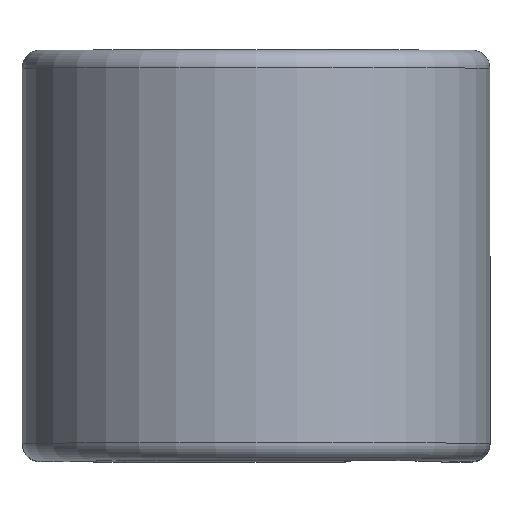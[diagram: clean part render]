
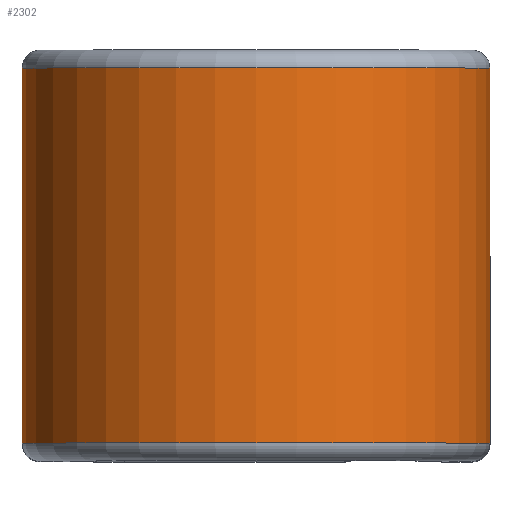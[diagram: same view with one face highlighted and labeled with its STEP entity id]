
A CAD part, top view. The second image highlights one B-rep face of the part: STEP entity #2302.
In plain terms, the highlighted cylindrical face has radius 9.944 mm (diameter 19.888 mm), a partial arc.
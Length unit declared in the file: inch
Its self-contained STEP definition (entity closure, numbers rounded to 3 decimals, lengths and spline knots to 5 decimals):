
#7 = DIRECTION ( 'NONE',  ( 0., 0., -1. ) ) ;
#8 = CARTESIAN_POINT ( 'NONE',  ( -0.3915, -0.31375, 0.562 ) ) ;
#147 = CARTESIAN_POINT ( 'NONE',  ( 0., -0.31375, 0.562 ) ) ;
#239 = EDGE_CURVE ( 'NONE', #1258, #1441, #1457, .T. ) ;
#312 = ORIENTED_EDGE ( 'NONE', *, *, #1743, .F. ) ;
#319 = CARTESIAN_POINT ( 'NONE',  ( 0.3915, 0.31375, 0.562 ) ) ;
#331 = ORIENTED_EDGE ( 'NONE', *, *, #1644, .F. ) ;
#393 = DIRECTION ( 'NONE',  ( 0., 0., -1. ) ) ;
#671 = EDGE_LOOP ( 'NONE', ( #3014, #1672, #312, #331 ) ) ;
#775 = DIRECTION ( 'NONE',  ( 0., 1., 0. ) ) ;
#1020 = CARTESIAN_POINT ( 'NONE',  ( 0.3915, -0.31375, 0.562 ) ) ;
#1085 = VERTEX_POINT ( 'NONE', #8 ) ;
#1129 = DIRECTION ( 'NONE',  ( 0., 0., -1. ) ) ;
#1258 = VERTEX_POINT ( 'NONE', #2182 ) ;
#1316 = EDGE_CURVE ( 'NONE', #2048, #1258, #2063, .T. ) ;
#1339 = DIRECTION ( 'NONE',  ( 0., -1., 0. ) ) ;
#1347 = AXIS2_PLACEMENT_3D ( 'NONE', #147, #1787, #393 ) ;
#1399 = DIRECTION ( 'NONE',  ( 0., -1., 0. ) ) ;
#1441 = VERTEX_POINT ( 'NONE', #2893 ) ;
#1449 = VECTOR ( 'NONE', #775, 39.37008 ) ;
#1457 = CIRCLE ( 'NONE', #2256, 0.3915 ) ;
#1468 = FACE_OUTER_BOUND ( 'NONE', #671, .T. ) ;
#1644 = EDGE_CURVE ( 'NONE', #2048, #1085, #1878, .T. ) ;
#1672 = ORIENTED_EDGE ( 'NONE', *, *, #239, .T. ) ;
#1743 = EDGE_CURVE ( 'NONE', #1085, #1441, #1912, .T. ) ;
#1787 = DIRECTION ( 'NONE',  ( 0., -1., 0. ) ) ;
#1832 = VECTOR ( 'NONE', #2038, 39.37008 ) ;
#1878 = CIRCLE ( 'NONE', #1347, 0.3915 ) ;
#1912 = LINE ( 'NONE', #2289, #1832 ) ;
#2038 = DIRECTION ( 'NONE',  ( 0., 1., 0. ) ) ;
#2048 = VERTEX_POINT ( 'NONE', #1020 ) ;
#2063 = LINE ( 'NONE', #319, #1449 ) ;
#2182 = CARTESIAN_POINT ( 'NONE',  ( 0.3915, 0.31375, 0.562 ) ) ;
#2256 = AXIS2_PLACEMENT_3D ( 'NONE', #2812, #1399, #7 ) ;
#2289 = CARTESIAN_POINT ( 'NONE',  ( -0.3915, 0.31375, 0.562 ) ) ;
#2302 = ADVANCED_FACE ( 'NONE', ( #1468 ), #2974, .T. ) ;
#2747 = CARTESIAN_POINT ( 'NONE',  ( 0., 0.3125, 0.562 ) ) ;
#2812 = CARTESIAN_POINT ( 'NONE',  ( 0., 0.31375, 0.562 ) ) ;
#2893 = CARTESIAN_POINT ( 'NONE',  ( -0.3915, 0.31375, 0.562 ) ) ;
#2974 = CYLINDRICAL_SURFACE ( 'NONE', #3007, 0.3915 ) ;
#3007 = AXIS2_PLACEMENT_3D ( 'NONE', #2747, #1339, #1129 ) ;
#3014 = ORIENTED_EDGE ( 'NONE', *, *, #1316, .T. ) ;
